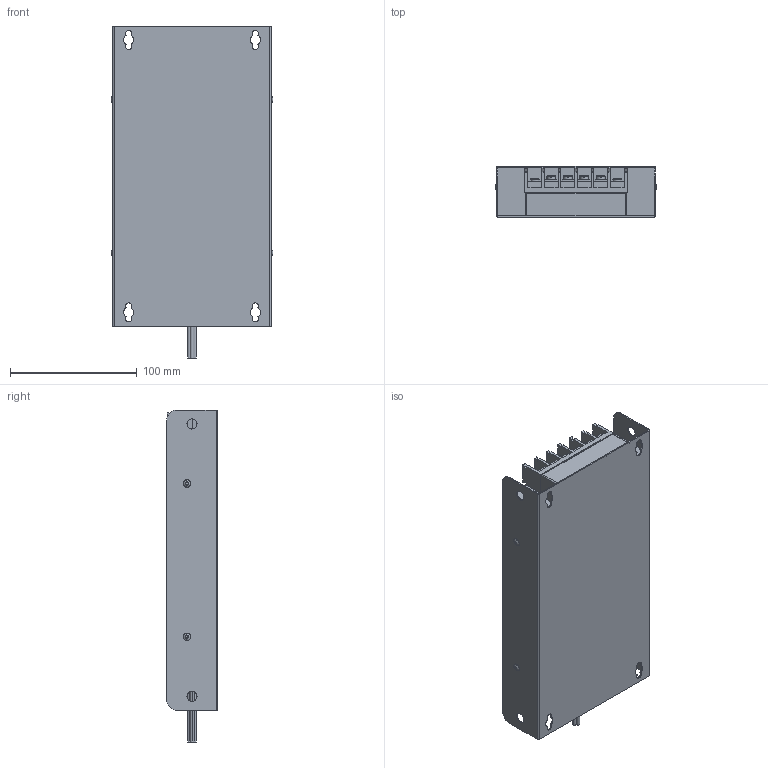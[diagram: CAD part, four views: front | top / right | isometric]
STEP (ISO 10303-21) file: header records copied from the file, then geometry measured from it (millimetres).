
FILE_DESCRIPTION (( 'STEP AP214' ), '1' );
FILE_NAME ('10TDT1W4C.STEP', '2020-02-27T13:03:09', ( '' ), ( '' ), 'SwSTEP 2.0', 'SolidWorks 2019', '' );
FILE_SCHEMA (( 'AUTOMOTIVE_DESIGN' ));
Length unit declared in the file: millimetre
Products named in the file (1): 10TDT1W4C
Bounding box: 127.4 x 40 x 262 mm (x, y, z)
Volume: 1013873.7 mm3; surface area: 103897.2 mm2
Topology: 21 solids, 21 shells, 434 faces, 1113 edges, 708 vertices
Faces by surface type: plane 229, cylinder 165, cone 16, torus 12, sphere 12
Entity records: 13393 total; most frequent: CARTESIAN_POINT 2346, DIRECTION 2287, ORIENTED_EDGE 2186, EDGE_CURVE 1093, AXIS2_PLACEMENT_3D 785, LINE 717, VECTOR 717, VERTEX_POINT 708
